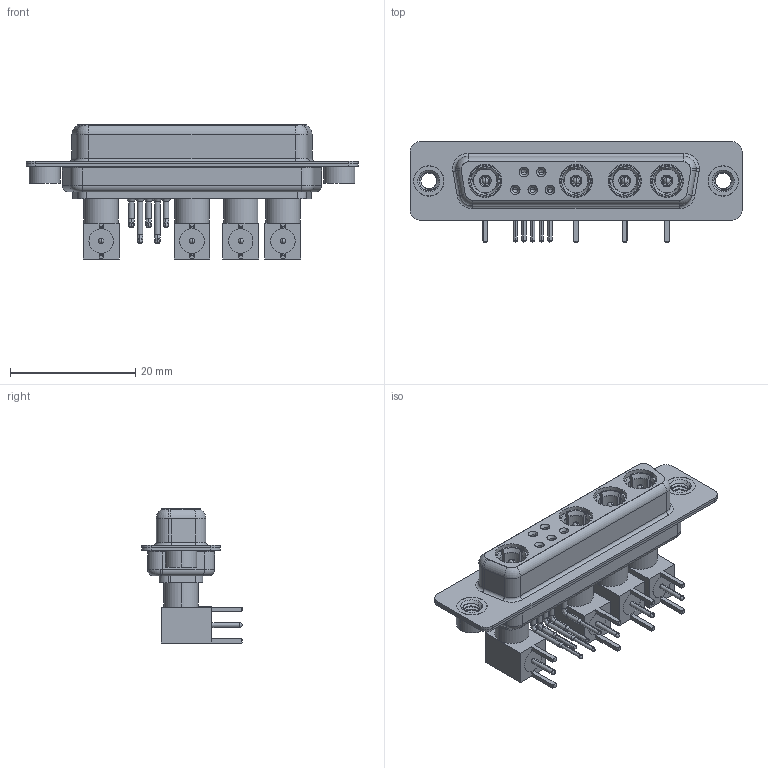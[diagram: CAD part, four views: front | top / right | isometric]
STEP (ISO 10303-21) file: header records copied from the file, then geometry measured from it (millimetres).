
FILE_DESCRIPTION (( 'STEP AP203' ), '1' );
FILE_NAME ('630-9W4-240-7NA.STEP', '2022-06-01T05:41:31', ( '' ), ( '' ), 'SwSTEP 2.0', 'SolidWorks 2020', '' );
FILE_SCHEMA (( 'CONFIG_CONTROL_DESIGN' ));
Length unit declared in the file: millimetre
Products named in the file (17): Co-Ax Plug_RA PC Tail; Co-Ax Plug Assy_RA; Insulator RA Pin; RA Back Shell; 630-9W4-240-7NA; Pin_RA; Insulator Pin_Straight PC Tail; 630Combo Housing_9W4; 630Combo Contact Row 2; 630Combo Contact Row 1; 630Combo Shell Front_25 Contacts; Locking Collar; 630Combo Threaded Rivet_A; 630Combo Shell Rear_25 Contacts
Assembly tree (38 placements, depth 3):
  630-9W4-240-7NA
    630Combo Housing_9W4
    630Combo Shell Front_25 Contacts
    630Combo Shell Rear_25 Contacts
    630Combo Threaded Rivet_A  x2
    Co-Ax Plug Assy_RA
      Co-Ax Plug_RA PC Tail
      Insulator Pin_Straight PC Tail
      Pin_RA
      Locking Collar
      RA Back Shell
      Insulator RA Pin
    Co-Ax Plug Assy_RA
      Co-Ax Plug_RA PC Tail
      Insulator Pin_Straight PC Tail
      Pin_RA
      Locking Collar
      RA Back Shell
      Insulator RA Pin
    Co-Ax Plug Assy_RA
      Co-Ax Plug_RA PC Tail
      Insulator Pin_Straight PC Tail
      Pin_RA
      Locking Collar
      RA Back Shell
      Insulator RA Pin
    Co-Ax Plug Assy_RA
      Co-Ax Plug_RA PC Tail
      Insulator Pin_Straight PC Tail
      Pin_RA
      Locking Collar
      RA Back Shell
      Insulator RA Pin
    630Combo Contact Row 1  x2
    630Combo Contact Row 2  x3
Bounding box: 53.05 x 16 x 21.41 mm (x, y, z)
Volume: 4679.8 mm3; surface area: 11334.9 mm2
Topology: 34 solids, 34 shells, 1210 faces, 2950 edges, 1848 vertices
Faces by surface type: cylinder 510, plane 410, cone 163, torus 81, bspline 30, sphere 16
Entity records: 21099 total; most frequent: CARTESIAN_POINT 4922, DIRECTION 3133, ORIENTED_EDGE 2736, EDGE_CURVE 1368, AXIS2_PLACEMENT_3D 1278, VERTEX_POINT 868, CIRCLE 674, EDGE_LOOP 658
